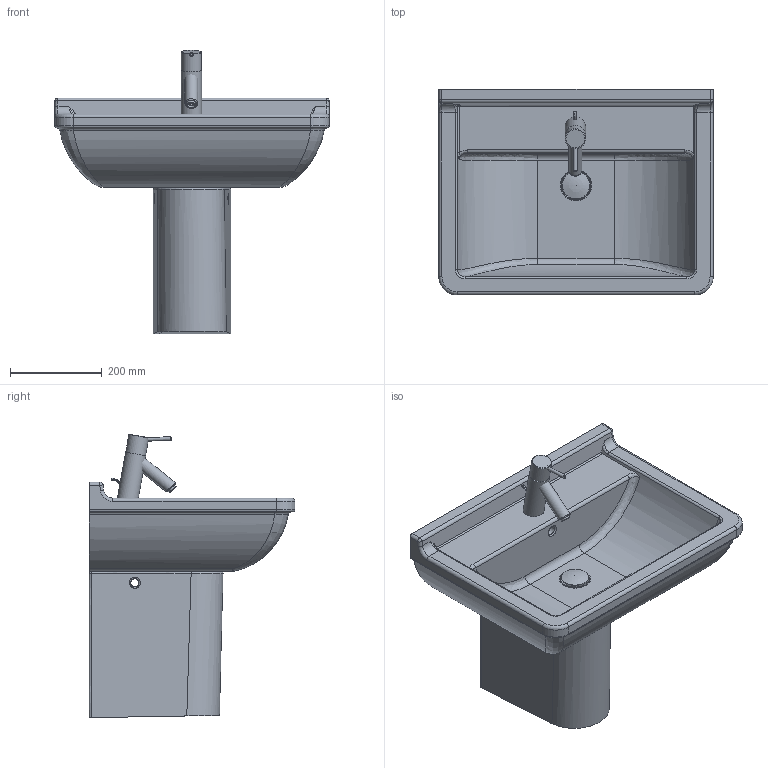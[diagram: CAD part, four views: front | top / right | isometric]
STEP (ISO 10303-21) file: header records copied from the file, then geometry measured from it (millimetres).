
FILE_DESCRIPTION((''),'2;1');
FILE_NAME('030060_086515.stp','2007-07-12T06:22:59',('Huebner'),(''),'Autodesk Inventor 11','Autodesk Inventor 11','');
FILE_SCHEMA(('AUTOMOTIVE_DESIGN { 1 0 10303 214 1 1 1 1 }'));
Length unit declared in the file: millimetre
Products named in the file (11): 030060_086515; 030060; Baterie_Starck3; hebel1; Griff_2Starck3; Hebel3kurz; Halterstarck3; Neoperl_Starck3; Kelch; Stopfen; 086515
Assembly tree (10 placements, depth 3):
  030060_086515
    030060
    Baterie_Starck3
      hebel1
      Griff_2Starck3
      Hebel3kurz
      Halterstarck3
      Neoperl_Starck3
    Kelch
    Stopfen
    086515
Bounding box: 600 x 450 x 619.4 mm (x, y, z)
Volume: 19450547.5 mm3; surface area: 1624802.3 mm2
Topology: 9 solids, 9 shells, 209 faces, 491 edges, 292 vertices
Faces by surface type: cylinder 78, plane 61, bspline 38, torus 21, sphere 8, cone 3
Full cylindrical faces by diameter (mm): 8 x1, 9.368 x1, 15 x2, 16 x1, 18 x2, 20 x2, 28 x1, 35 x1, 42 x1, 44 x2, 45 x1, 52 x1, 60 x1, 75 x1
Entity records: 13995 total; most frequent: CARTESIAN_POINT 9285, DIRECTION 924, ORIENTED_EDGE 884, EDGE_CURVE 442, AXIS2_PLACEMENT_3D 375, VERTEX_POINT 285, EDGE_LOOP 262, FACE_OUTER_BOUND 209
